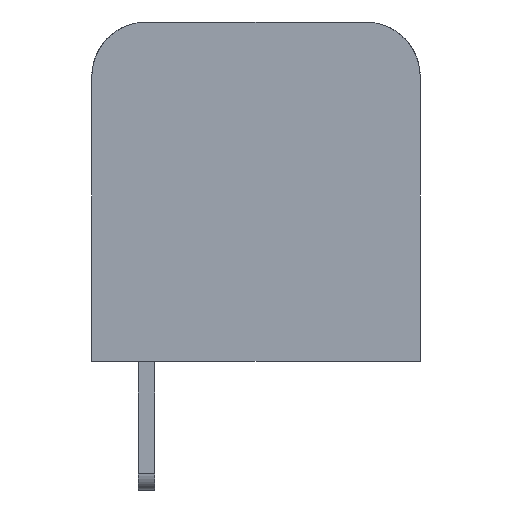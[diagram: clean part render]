
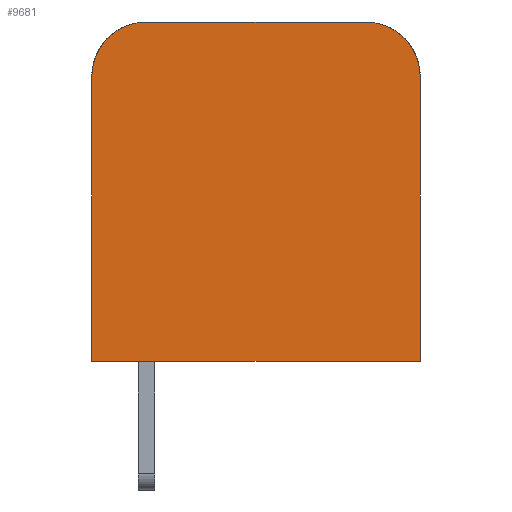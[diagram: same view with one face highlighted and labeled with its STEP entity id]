
A CAD part, left-side view. The second image highlights one B-rep face of the part: STEP entity #9681.
In plain terms, the highlighted planar face has unit normal (-1, 0, 0).
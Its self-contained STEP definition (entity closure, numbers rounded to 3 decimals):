
#140 = VECTOR ( 'NONE', #8509, 1000. ) ;
#203 = FACE_OUTER_BOUND ( 'NONE', #23044, .T. ) ;
#589 = LINE ( 'NONE', #2639, #16747 ) ;
#736 = DIRECTION ( 'NONE',  ( 0., 0., 1. ) ) ;
#1835 = EDGE_CURVE ( 'NONE', #7711, #3532, #589, .T. ) ;
#2249 = PLANE ( 'NONE',  #20130 ) ;
#2639 = CARTESIAN_POINT ( 'NONE',  ( -8.22, -8., 12.1 ) ) ;
#3532 = VERTEX_POINT ( 'NONE', #7548 ) ;
#3701 = VECTOR ( 'NONE', #24774, 1000. ) ;
#4522 = ORIENTED_EDGE ( 'NONE', *, *, #25243, .T. ) ;
#4530 = AXIS2_PLACEMENT_3D ( 'NONE', #6688, #6828, #18706 ) ;
#4830 = LINE ( 'NONE', #8668, #10308 ) ;
#5098 = ORIENTED_EDGE ( 'NONE', *, *, #1835, .T. ) ;
#5457 = DIRECTION ( 'NONE',  ( 0., 0., 1. ) ) ;
#6633 = EDGE_CURVE ( 'NONE', #3532, #17548, #21927, .T. ) ;
#6688 = CARTESIAN_POINT ( 'NONE',  ( -8.22, -8., 10.1 ) ) ;
#6828 = DIRECTION ( 'NONE',  ( -1., 0., 0. ) ) ;
#7548 = CARTESIAN_POINT ( 'NONE',  ( -8.22, 0., 12.1 ) ) ;
#7711 = VERTEX_POINT ( 'NONE', #24169 ) ;
#8509 = DIRECTION ( 'NONE',  ( 0., -1., 0. ) ) ;
#8668 = CARTESIAN_POINT ( 'NONE',  ( -8.22, -10., -0.3 ) ) ;
#8864 = ORIENTED_EDGE ( 'NONE', *, *, #19304, .T. ) ;
#9323 = ORIENTED_EDGE ( 'NONE', *, *, #6633, .T. ) ;
#9681 = ADVANCED_FACE ( 'NONE', ( #203 ), #2249, .T. ) ;
#10308 = VECTOR ( 'NONE', #19438, 1000. ) ;
#10574 = CARTESIAN_POINT ( 'NONE',  ( -8.22, -8., 10.1 ) ) ;
#11822 = EDGE_CURVE ( 'NONE', #21991, #14450, #4830, .T. ) ;
#12195 = CARTESIAN_POINT ( 'NONE',  ( -8.22, 2., -0.3 ) ) ;
#12859 = CARTESIAN_POINT ( 'NONE',  ( -8.22, 2., -0.3 ) ) ;
#14259 = CARTESIAN_POINT ( 'NONE',  ( -8.22, 2., 10.1 ) ) ;
#14450 = VERTEX_POINT ( 'NONE', #17423 ) ;
#14517 = AXIS2_PLACEMENT_3D ( 'NONE', #15828, #22119, #5457 ) ;
#15187 = EDGE_CURVE ( 'NONE', #23771, #21991, #25564, .T. ) ;
#15204 = DIRECTION ( 'NONE',  ( -1., 0., 0. ) ) ;
#15828 = CARTESIAN_POINT ( 'NONE',  ( -8.22, 0., 10.1 ) ) ;
#16747 = VECTOR ( 'NONE', #19293, 1000. ) ;
#17423 = CARTESIAN_POINT ( 'NONE',  ( -8.22, -10., 10.1 ) ) ;
#17548 = VERTEX_POINT ( 'NONE', #20875 ) ;
#17606 = CIRCLE ( 'NONE', #4530, 2. ) ;
#18484 = LINE ( 'NONE', #14259, #3701 ) ;
#18706 = DIRECTION ( 'NONE',  ( 0., 0., 1. ) ) ;
#19220 = CARTESIAN_POINT ( 'NONE',  ( -8.22, -10., -0.3 ) ) ;
#19293 = DIRECTION ( 'NONE',  ( 0., 1., 0. ) ) ;
#19304 = EDGE_CURVE ( 'NONE', #14450, #7711, #17606, .T. ) ;
#19438 = DIRECTION ( 'NONE',  ( 0., 0., 1. ) ) ;
#20130 = AXIS2_PLACEMENT_3D ( 'NONE', #10574, #15204, #736 ) ;
#20875 = CARTESIAN_POINT ( 'NONE',  ( -8.22, 2., 10.1 ) ) ;
#21927 = CIRCLE ( 'NONE', #14517, 2. ) ;
#21991 = VERTEX_POINT ( 'NONE', #19220 ) ;
#22119 = DIRECTION ( 'NONE',  ( -1., 0., 0. ) ) ;
#23044 = EDGE_LOOP ( 'NONE', ( #23562, #23991, #8864, #5098, #9323, #4522 ) ) ;
#23562 = ORIENTED_EDGE ( 'NONE', *, *, #15187, .T. ) ;
#23771 = VERTEX_POINT ( 'NONE', #12195 ) ;
#23991 = ORIENTED_EDGE ( 'NONE', *, *, #11822, .T. ) ;
#24169 = CARTESIAN_POINT ( 'NONE',  ( -8.22, -8., 12.1 ) ) ;
#24774 = DIRECTION ( 'NONE',  ( 0., 0., -1. ) ) ;
#25243 = EDGE_CURVE ( 'NONE', #17548, #23771, #18484, .T. ) ;
#25564 = LINE ( 'NONE', #12859, #140 ) ;
